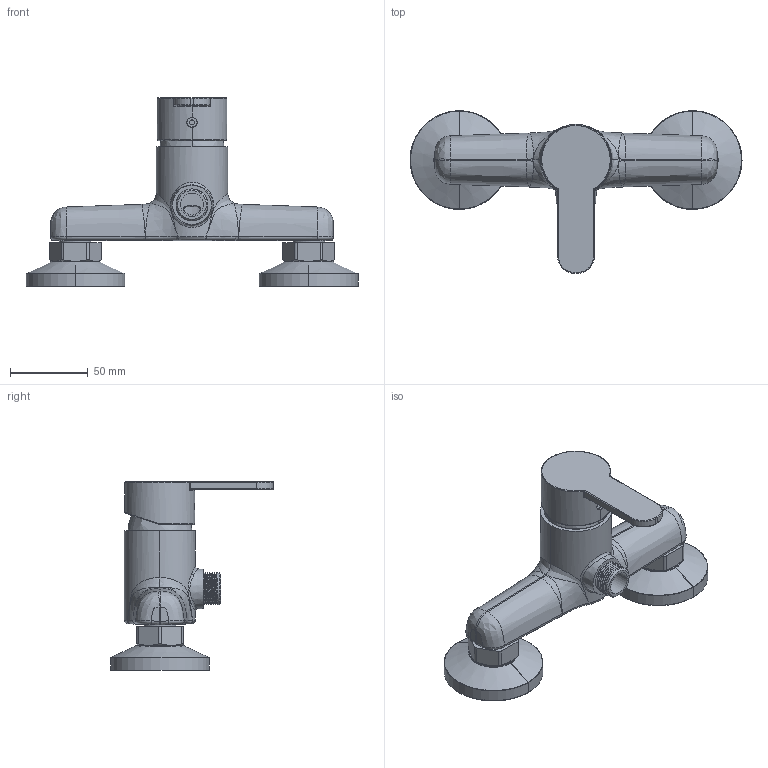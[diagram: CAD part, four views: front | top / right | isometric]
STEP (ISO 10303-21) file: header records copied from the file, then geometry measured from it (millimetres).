
FILE_DESCRIPTION (( 'STEP AP214' ), '1' );
FILE_NAME ('BLK.0017 3D.STEP', '2023-05-15T08:28:38', ( '' ), ( '' ), 'SwSTEP 2.0', 'SolidWorks 2022', '' );
FILE_SCHEMA (( 'AUTOMOTIVE_DESIGN' ));
Length unit declared in the file: millimetre
Products named in the file (10): 0002-MANIPULO_OML_L35.49_PRECISA_NO_SITIO_QUADRA_14_PARA_17_000000000000.STEP; 0002-03-CORPO DUCHE.STEP; BLK.0017 3D; 0002-KIT_EXCENTRICOS_000000000000.STEP; 0002-PORCA_SEXTAVADA_G3-4_000000000000.STEP; 0002-KIT_EXCENTRICOS_000000000000.STEP_1; 0002-PESTANA_000000000000.STEP; 0002-03-MONOCOMANDO DUCHE V2.STEP; 0002-ESPELHO__63.5_000000000000.STEP; 0002-TAPA_CARTUCHO_M42X1.5X8MM_000000000000.STEP
Assembly tree (12 placements, depth 4):
  BLK.0017 3D
    0002-03-MONOCOMANDO DUCHE V2.STEP
      0002-KIT_EXCENTRICOS_000000000000.STEP
        0002-ESPELHO__63.5_000000000000.STEP
      0002-KIT_EXCENTRICOS_000000000000.STEP_1
        0002-ESPELHO__63.5_000000000000.STEP
      0002-03-CORPO DUCHE.STEP
      0002-TAPA_CARTUCHO_M42X1.5X8MM_000000000000.STEP
      0002-MANIPULO_OML_L35.49_PRECISA_NO_SITIO_QUADRA_14_PARA_17_000000000000.STEP
      0002-PESTANA_000000000000.STEP  x2
      0002-PORCA_SEXTAVADA_G3-4_000000000000.STEP  x2
Bounding box: 213.5 x 104.75 x 121 mm (x, y, z)
Volume: 114590.2 mm3; surface area: 89828 mm2
Topology: 9 solids, 9 shells, 635 faces, 1480 edges, 872 vertices
Faces by surface type: bspline 266, cylinder 188, plane 143, cone 38
Entity records: 56060 total; most frequent: CARTESIAN_POINT 45142, ORIENTED_EDGE 2546, DIRECTION 1740, EDGE_CURVE 1273, VERTEX_POINT 750, AXIS2_PLACEMENT_3D 681, EDGE_LOOP 577, FACE_OUTER_BOUND 547
